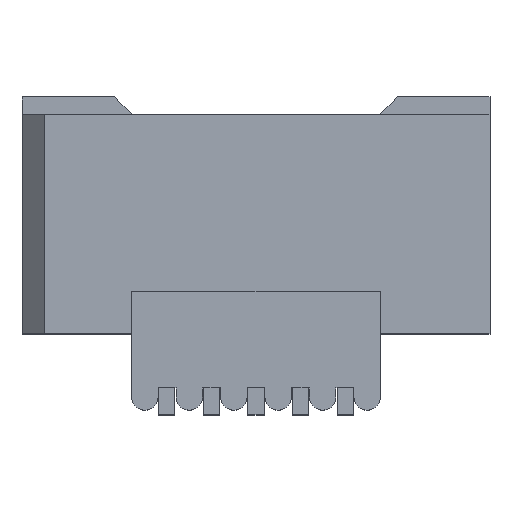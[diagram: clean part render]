
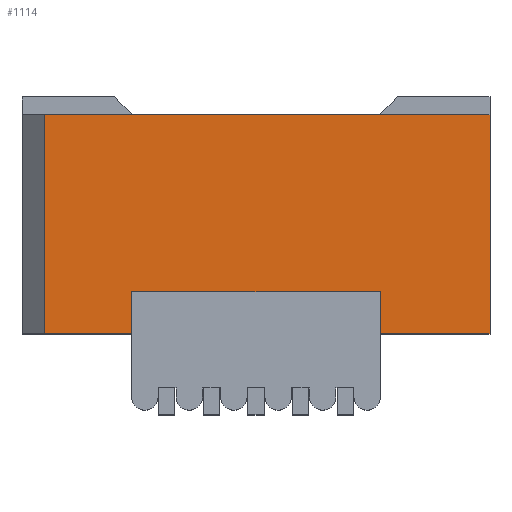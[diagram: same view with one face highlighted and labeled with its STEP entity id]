
A CAD part, top view. The second image highlights one B-rep face of the part: STEP entity #1114.
In plain terms, the highlighted planar face has unit normal (0, 0, 1).
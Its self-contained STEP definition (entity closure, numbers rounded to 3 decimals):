
#954 = VERTEX_POINT('',#955);
#955 = CARTESIAN_POINT('',(-3.518,1.9,6.008));
#961 = EDGE_CURVE('',#962,#954,#964,.T.);
#962 = VERTEX_POINT('',#963);
#963 = CARTESIAN_POINT('',(-5.982,1.9,6.008));
#964 = LINE('',#965,#966);
#965 = CARTESIAN_POINT('',(-5.982,1.9,6.008));
#966 = VECTOR('',#967,1.);
#967 = DIRECTION('',(1.,0.,0.));
#1087 = VERTEX_POINT('',#1088);
#1088 = CARTESIAN_POINT('',(6.617,8.098,6.008));
#1094 = EDGE_CURVE('',#1087,#1095,#1097,.T.);
#1095 = VERTEX_POINT('',#1096);
#1096 = CARTESIAN_POINT('',(6.617,1.9,6.008));
#1097 = LINE('',#1098,#1099);
#1098 = CARTESIAN_POINT('',(6.617,8.606,6.008));
#1099 = VECTOR('',#1100,1.);
#1100 = DIRECTION('',(0.,-1.,0.));
#1114 = ADVANCED_FACE('',(#1115),#1163,.F.);
#1115 = FACE_BOUND('',#1116,.T.);
#1116 = EDGE_LOOP('',(#1117,#1118,#1126,#1134,#1142,#1148,#1149,#1157));
#1117 = ORIENTED_EDGE('',*,*,#961,.T.);
#1118 = ORIENTED_EDGE('',*,*,#1119,.T.);
#1119 = EDGE_CURVE('',#954,#1120,#1122,.T.);
#1120 = VERTEX_POINT('',#1121);
#1121 = CARTESIAN_POINT('',(-3.518,3.094,6.008));
#1122 = LINE('',#1123,#1124);
#1123 = CARTESIAN_POINT('',(-3.518,1.9,6.008));
#1124 = VECTOR('',#1125,1.);
#1125 = DIRECTION('',(0.,1.,0.));
#1126 = ORIENTED_EDGE('',*,*,#1127,.T.);
#1127 = EDGE_CURVE('',#1120,#1128,#1130,.T.);
#1128 = VERTEX_POINT('',#1129);
#1129 = CARTESIAN_POINT('',(3.518,3.094,6.008));
#1130 = LINE('',#1131,#1132);
#1131 = CARTESIAN_POINT('',(-3.518,3.094,6.008));
#1132 = VECTOR('',#1133,1.);
#1133 = DIRECTION('',(1.,0.,0.));
#1134 = ORIENTED_EDGE('',*,*,#1135,.F.);
#1135 = EDGE_CURVE('',#1136,#1128,#1138,.T.);
#1136 = VERTEX_POINT('',#1137);
#1137 = CARTESIAN_POINT('',(3.518,1.9,6.008));
#1138 = LINE('',#1139,#1140);
#1139 = CARTESIAN_POINT('',(3.518,1.9,6.008));
#1140 = VECTOR('',#1141,1.);
#1141 = DIRECTION('',(0.,1.,0.));
#1142 = ORIENTED_EDGE('',*,*,#1143,.T.);
#1143 = EDGE_CURVE('',#1136,#1095,#1144,.T.);
#1144 = LINE('',#1145,#1146);
#1145 = CARTESIAN_POINT('',(-5.982,1.9,6.008));
#1146 = VECTOR('',#1147,1.);
#1147 = DIRECTION('',(1.,0.,0.));
#1148 = ORIENTED_EDGE('',*,*,#1094,.F.);
#1149 = ORIENTED_EDGE('',*,*,#1150,.F.);
#1150 = EDGE_CURVE('',#1151,#1087,#1153,.T.);
#1151 = VERTEX_POINT('',#1152);
#1152 = CARTESIAN_POINT('',(-5.982,8.098,6.008));
#1153 = LINE('',#1154,#1155);
#1154 = CARTESIAN_POINT('',(-8.89,8.098,6.008));
#1155 = VECTOR('',#1156,1.);
#1156 = DIRECTION('',(1.,0.,0.));
#1157 = ORIENTED_EDGE('',*,*,#1158,.T.);
#1158 = EDGE_CURVE('',#1151,#962,#1159,.T.);
#1159 = LINE('',#1160,#1161);
#1160 = CARTESIAN_POINT('',(-5.982,8.606,6.008));
#1161 = VECTOR('',#1162,1.);
#1162 = DIRECTION('',(0.,-1.,0.));
#1163 = PLANE('',#1164);
#1164 = AXIS2_PLACEMENT_3D('',#1165,#1166,#1167);
#1165 = CARTESIAN_POINT('',(-5.982,8.606,6.008));
#1166 = DIRECTION('',(0.,0.,-1.));
#1167 = DIRECTION('',(-1.,0.,0.));
